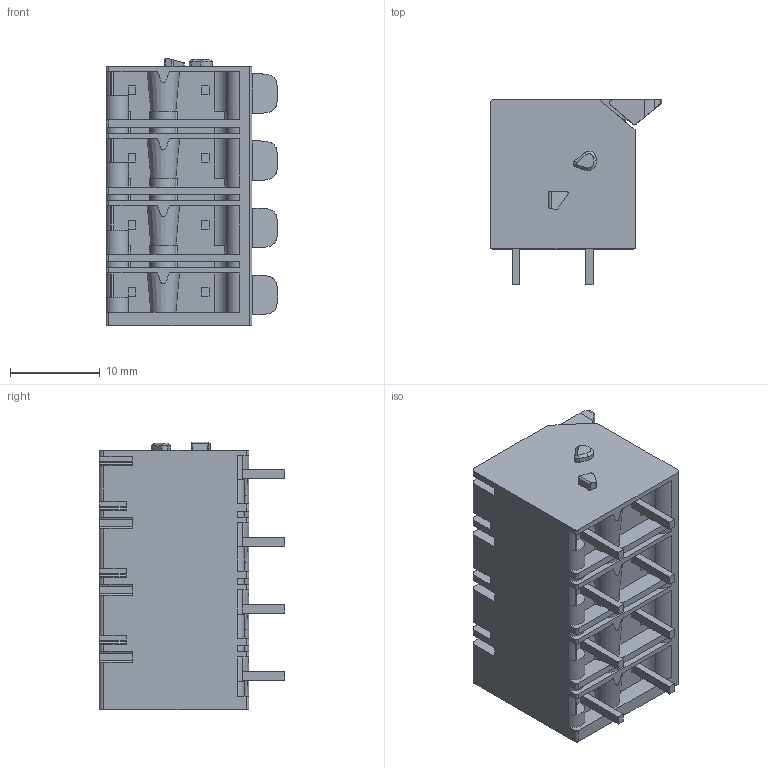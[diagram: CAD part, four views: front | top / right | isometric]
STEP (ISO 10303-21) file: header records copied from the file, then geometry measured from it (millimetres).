
FILE_DESCRIPTION(/* description */ ('STEP AP214'),/* implementation_level */ '2;1');
FILE_NAME(/* name */ '2604-1304',/* time_stamp */ '2023-05-19T00:31:27+02:00',/* author */ ('License CC BY-ND 4.0'),/* organization */ ('CADENAS'),/* preprocessor_version */ 'ST-DEVELOPER v19.3',/* originating_system */ 'PARTsolutions',/* authorisation */ ' ');
FILE_SCHEMA (('AUTOMOTIVE_DESIGN {1 0 10303 214 3 1 1}'));
Length unit declared in the file: millimetre
Products named in the file (1): 2604-1304
Bounding box: 19.2 x 20.7 x 29.9 mm (x, y, z)
Volume: 6852.5 mm3; surface area: 4116.7 mm2
Topology: 1 solids, 1 shells, 538 faces, 1462 edges, 944 vertices
Faces by surface type: plane 294, cylinder 197, cone 47
Entity records: 20777 total; most frequent: CARTESIAN_POINT 3119, DIRECTION 2928, ORIENTED_EDGE 2924, EDGE_CURVE 1462, LINE 982, VECTOR 982, AXIS2_PLACEMENT_3D 973, VERTEX_POINT 944
